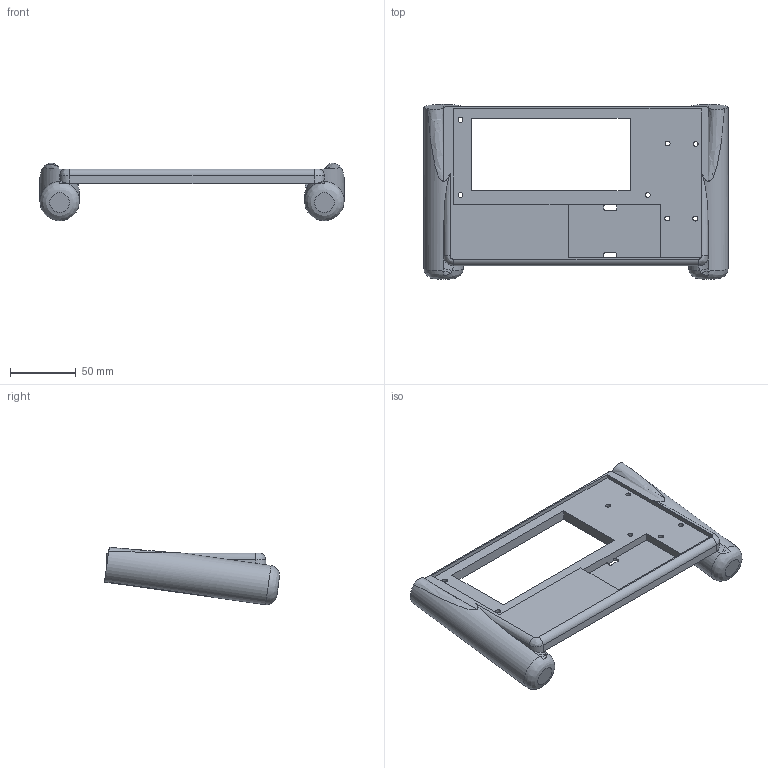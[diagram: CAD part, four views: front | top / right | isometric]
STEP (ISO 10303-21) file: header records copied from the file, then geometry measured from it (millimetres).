
FILE_DESCRIPTION(/* description */ ('','CAx-IF Rec.Pracs.---Representation and Presentation of Product Manufacturing Information (PMI)---4.0---2014-10-13'),/* implementation_level */ '2;1');
FILE_NAME(/* name */ 'Kontroler2 v17.step',/* time_stamp */ '2024-11-30T14:57:00+01:00',/* author */ (''),/* organization */ (''),/* preprocessor_version */ 'ST-DEVELOPER v20',/* originating_system */ 'Autodesk Translation Framework v13.20.0.188',/* authorisation */ '');
FILE_SCHEMA (('AP242_MANAGED_MODEL_BASED_3D_ENGINEERING_MIM_LF { 1 0 10303 442 1 1 4 }'));
Length unit declared in the file: millimetre
Products named in the file (1): Kontroler2
Bounding box: 230.99 x 132.93 x 43.58 mm (x, y, z)
Volume: 253206.3 mm3; surface area: 66730 mm2
Topology: 1 solids, 1 shells, 73 faces, 210 edges, 135 vertices
Faces by surface type: plane 37, cylinder 22, bspline 14
Full cylindrical faces by diameter (mm): 3.75 x7
Entity records: 3346 total; most frequent: CARTESIAN_POINT 1399, ORIENTED_EDGE 416, DIRECTION 373, EDGE_CURVE 208, VERTEX_POINT 135, AXIS2_PLACEMENT_3D 127, LINE 119, VECTOR 119
